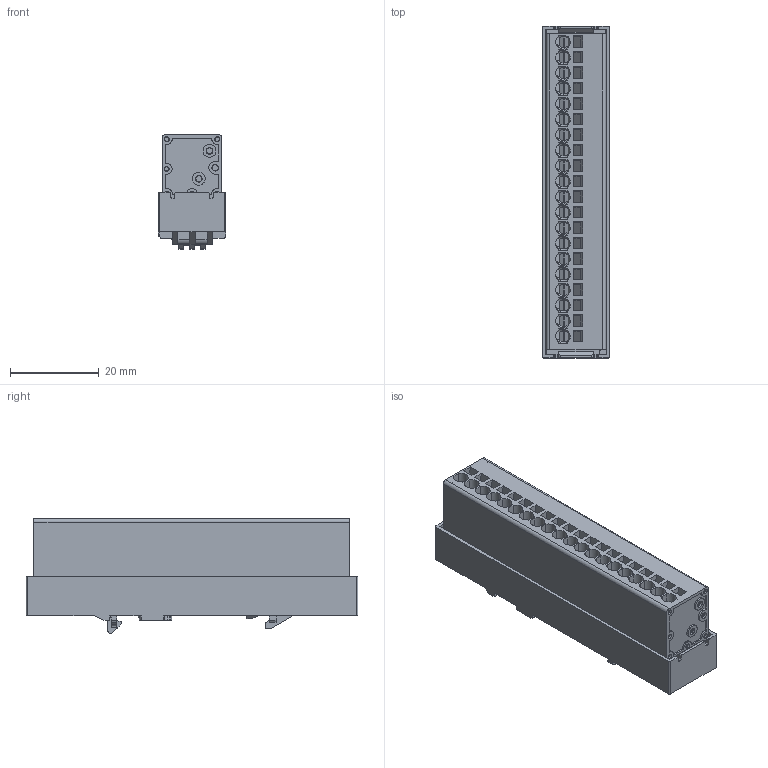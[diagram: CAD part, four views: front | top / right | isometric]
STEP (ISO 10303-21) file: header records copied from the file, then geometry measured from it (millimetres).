
FILE_DESCRIPTION( ('This file contains a STEP AP42 implementation' ,'as created by ZW3D STEP Interface translator.') ,'2;1' );
FILE_NAME( 'XF4-20C.stp' ,'24 628.12 4 4', (''), ('ZWCAD Software Co.'), 'Version 1.0', 'ZW3D to STEP translator', '' );
FILE_SCHEMA(('AUTOMOTIVE_DESIGN { 1 0 10303 214 1 1 1 1 }'));
Length unit declared in the file: millimetre
Products named in the file (1): 0
Bounding box: 15.2 x 75 x 25.97 mm (x, y, z)
Volume: 19305.5 mm3; surface area: 14311.6 mm2
Topology: 1 solids, 1 shells, 1928 faces, 5361 edges, 3481 vertices
Faces by surface type: plane 1411, cylinder 375, cone 96, torus 38, sphere 8
Full cylindrical faces by diameter (mm): 0.95 x6, 1.1 x1, 1.35 x3
Entity records: 64302 total; most frequent: CARTESIAN_POINT 12587, ORIENTED_EDGE 10722, DIRECTION 9872, EDGE_CURVE 5361, VECTOR 4172, LINE 4172, VERTEX_POINT 3481, AXIS2_PLACEMENT_3D 2850
